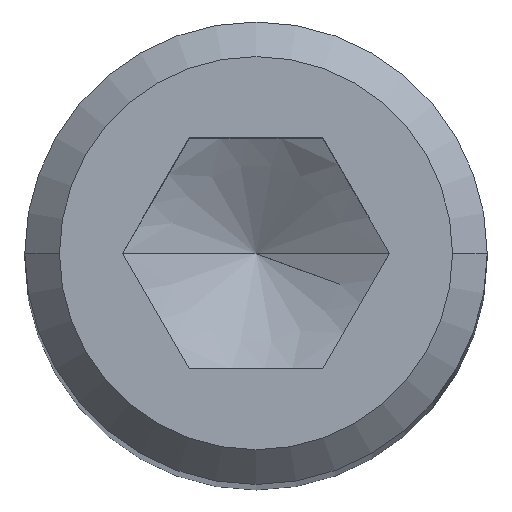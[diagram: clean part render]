
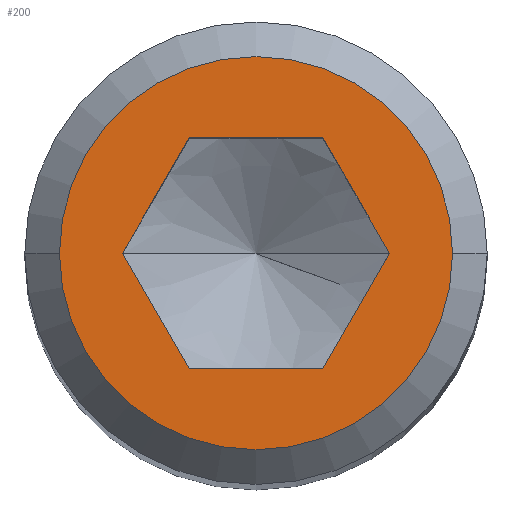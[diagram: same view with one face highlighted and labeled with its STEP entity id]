
A CAD part, top view. The second image highlights one B-rep face of the part: STEP entity #200.
In plain terms, the highlighted planar face has unit normal (0, 0, 1).
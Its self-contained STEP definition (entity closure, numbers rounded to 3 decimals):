
#142=EDGE_CURVE('',#244,#268,#333,.T.);
#152=EDGE_CURVE('',#252,#176,#344,.T.);
#162=EDGE_CURVE('',#176,#208,#354,.T.);
#170=VERTEX_POINT('',#362);
#176=VERTEX_POINT('',#369);
#200=ADVANCED_FACE('',(#393,#394),#395,.T.);
#208=VERTEX_POINT('',#403);
#210=EDGE_CURVE('',#208,#216,#405,.T.);
#216=VERTEX_POINT('',#412);
#230=EDGE_CURVE('',#216,#170,#427,.T.);
#232=EDGE_CURVE('',#256,#252,#429,.T.);
#244=VERTEX_POINT('',#443);
#252=VERTEX_POINT('',#453);
#256=VERTEX_POINT('',#458);
#268=VERTEX_POINT('',#472);
#270=EDGE_CURVE('',#170,#256,#474,.T.);
#272=EDGE_CURVE('',#268,#244,#476,.T.);
#333=CIRCLE('',#539,3.4);
#344=LINE('',#562,#563);
#354=LINE('',#577,#578);
#362=CARTESIAN_POINT('',(1.155,-2.0,63.0));
#369=CARTESIAN_POINT('',(-1.155,2.0,63.0));
#393=FACE_BOUND('',#654,.T.);
#394=FACE_OUTER_BOUND('',#655,.T.);
#395=PLANE('',#656);
#403=CARTESIAN_POINT('',(1.155,2.0,63.0));
#405=LINE('',#672,#673);
#412=CARTESIAN_POINT('',(2.309,0.0,63.0));
#427=LINE('',#710,#711);
#429=LINE('',#714,#715);
#443=CARTESIAN_POINT('',(-3.4,0.,63.0));
#453=CARTESIAN_POINT('',(-2.309,0.0,63.0));
#458=CARTESIAN_POINT('',(-1.155,-2.0,63.0));
#472=CARTESIAN_POINT('',(3.4,0.,63.0));
#474=LINE('',#779,#780);
#476=CIRCLE('',#783,3.4);
#539=AXIS2_PLACEMENT_3D('',#863,#864,#865);
#562=CARTESIAN_POINT('',(-1.443,1.5,63.0));
#563=VECTOR('',#878,1.0);
#577=CARTESIAN_POINT('',(0.577,2.0,63.0));
#578=VECTOR('',#883,1.0);
#654=EDGE_LOOP('',(#903,#904,#905,#906,#907,#908));
#655=EDGE_LOOP('',(#909,#910));
#656=AXIS2_PLACEMENT_3D('',#911,#912,#913);
#672=CARTESIAN_POINT('',(2.021,0.5,63.0));
#673=VECTOR('',#919,1.0);
#710=CARTESIAN_POINT('',(1.443,-1.5,63.0));
#711=VECTOR('',#938,1.0);
#714=CARTESIAN_POINT('',(-2.021,-0.5,63.0));
#715=VECTOR('',#939,1.0);
#779=CARTESIAN_POINT('',(-0.577,-2.0,63.0));
#780=VECTOR('',#999,1.0);
#783=AXIS2_PLACEMENT_3D('',#1000,#1001,#1002);
#863=CARTESIAN_POINT('',(0.,0.,63.0));
#864=DIRECTION('',(0.,0.,1.0));
#865=DIRECTION('',(-1.0,0.,0.));
#878=DIRECTION('',(0.5,0.866,0.0));
#883=DIRECTION('',(1.0,0.0,0.0));
#903=ORIENTED_EDGE('',*,*,#232,.T.);
#904=ORIENTED_EDGE('',*,*,#152,.T.);
#905=ORIENTED_EDGE('',*,*,#162,.T.);
#906=ORIENTED_EDGE('',*,*,#210,.T.);
#907=ORIENTED_EDGE('',*,*,#230,.T.);
#908=ORIENTED_EDGE('',*,*,#270,.T.);
#909=ORIENTED_EDGE('',*,*,#142,.T.);
#910=ORIENTED_EDGE('',*,*,#272,.T.);
#911=CARTESIAN_POINT('',(-1.7,0.,63.0));
#912=DIRECTION('',(0.,0.,1.0));
#913=DIRECTION('',(-1.0,0.,0.0));
#919=DIRECTION('',(0.5,-0.866,0.0));
#938=DIRECTION('',(-0.5,-0.866,0.0));
#939=DIRECTION('',(-0.5,0.866,0.0));
#999=DIRECTION('',(-1.0,0.0,0.0));
#1000=CARTESIAN_POINT('',(0.,0.,63.0));
#1001=DIRECTION('',(0.,0.,1.0));
#1002=DIRECTION('',(-1.0,0.,0.));
